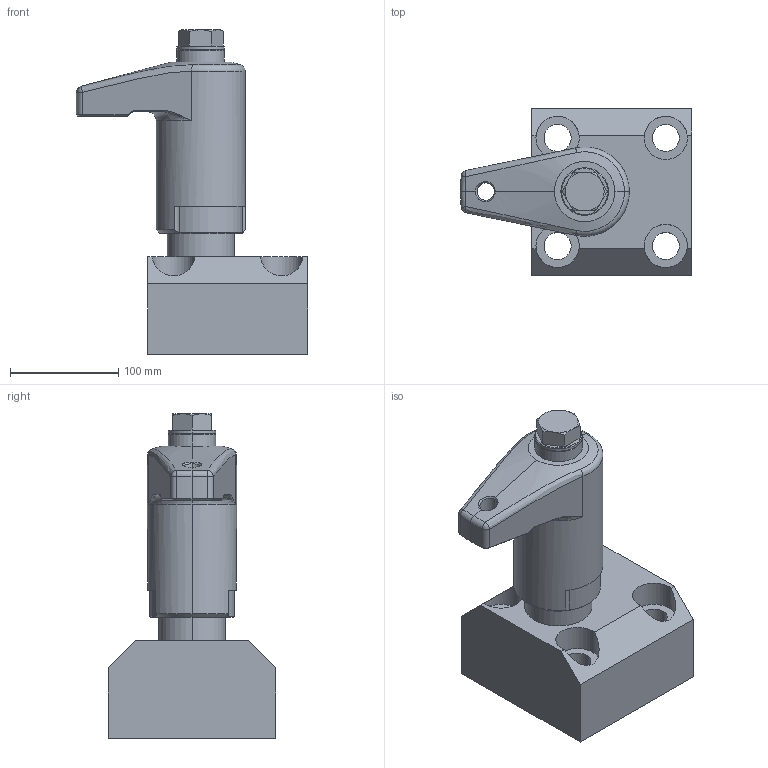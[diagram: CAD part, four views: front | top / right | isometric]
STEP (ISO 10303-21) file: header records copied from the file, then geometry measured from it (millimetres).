
FILE_DESCRIPTION(('STEP AP214'),'1');
FILE_NAME('haldern_eh_23310_0070.stp','2015-05-13T10:37:21',('TraceParts'),('TraceParts S.A.'),'Spatial InterOp 3D',' ',' ');
FILE_SCHEMA(('automotive_design'));
Length unit declared in the file: millimetre
Products named in the file (2): EH 23310.0070 (LevelofDetail1)|EH 23310.0070_1:1#EH 23310;Solid1; EH 23310.0070 (LevelofDetail1)|23310.0070-hülse:1#23310;NONE
Bounding box: 214 x 155 x 300 mm (x, y, z)
Volume: 3143969.6 mm3; surface area: 212523.1 mm2
Topology: 2 solids, 2 shells, 114 faces, 284 edges, 175 vertices
Faces by surface type: cylinder 36, plane 34, cone 26, torus 8, bspline 8, sphere 2
Entity records: 6709 total; most frequent: CARTESIAN_POINT 3039, DIRECTION 588, ORIENTED_EDGE 564, EDGE_CURVE 282, AXIS2_PLACEMENT_3D 240, VERTEX_POINT 175, EDGE_LOOP 127, CIRCLE 126
